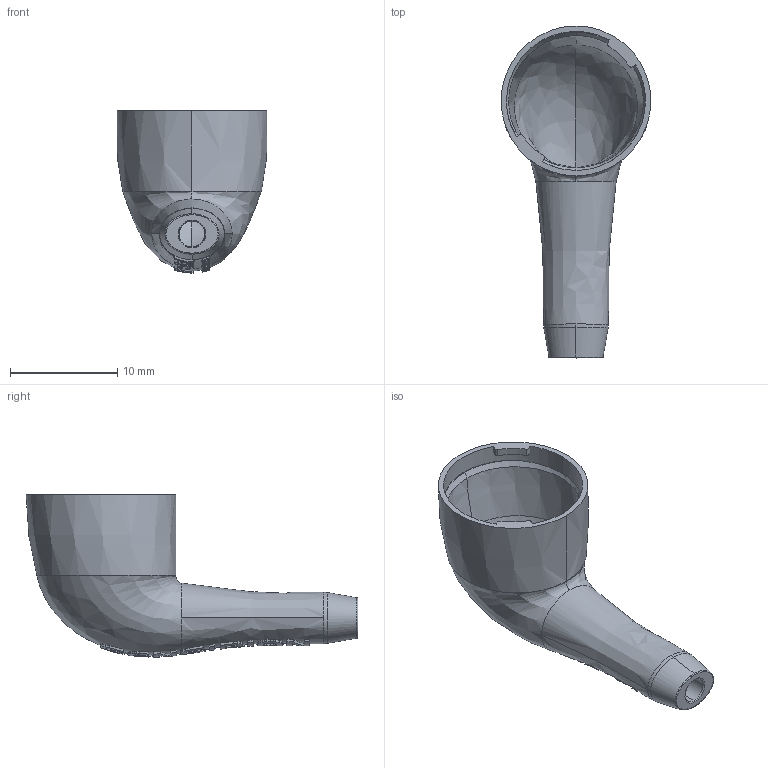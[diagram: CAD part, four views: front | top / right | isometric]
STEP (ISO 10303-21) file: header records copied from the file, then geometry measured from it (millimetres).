
FILE_DESCRIPTION (( 'STEP AP203' ), '1' );
FILE_NAME ('Earpiece-OnBody-Back.step', '2016-12-09T10:26:31', ( 'IT' ), ( '' ), 'SwSTEP 2.0', 'SolidWorks 2015', '' );
FILE_SCHEMA (( 'CONFIG_CONTROL_DESIGN' ));
Length unit declared in the file: millimetre
Products named in the file (1): Earpiece-OnBody-Back
Bounding box: 14 x 31 x 15.16 mm (x, y, z)
Volume: 606.7 mm3; surface area: 1710.2 mm2
Topology: 1 solids, 1 shells, 615 faces, 1745 edges, 1159 vertices
Faces by surface type: plane 529, bspline 73, cylinder 11, torus 2
Entity records: 31962 total; most frequent: CARTESIAN_POINT 18410, ORIENTED_EDGE 3490, EDGE_CURVE 1745, DIRECTION 1710, VERTEX_POINT 1159, B_SPLINE_CURVE_WITH_KNOTS 1148, EDGE_LOOP 644, ADVANCED_FACE 615
